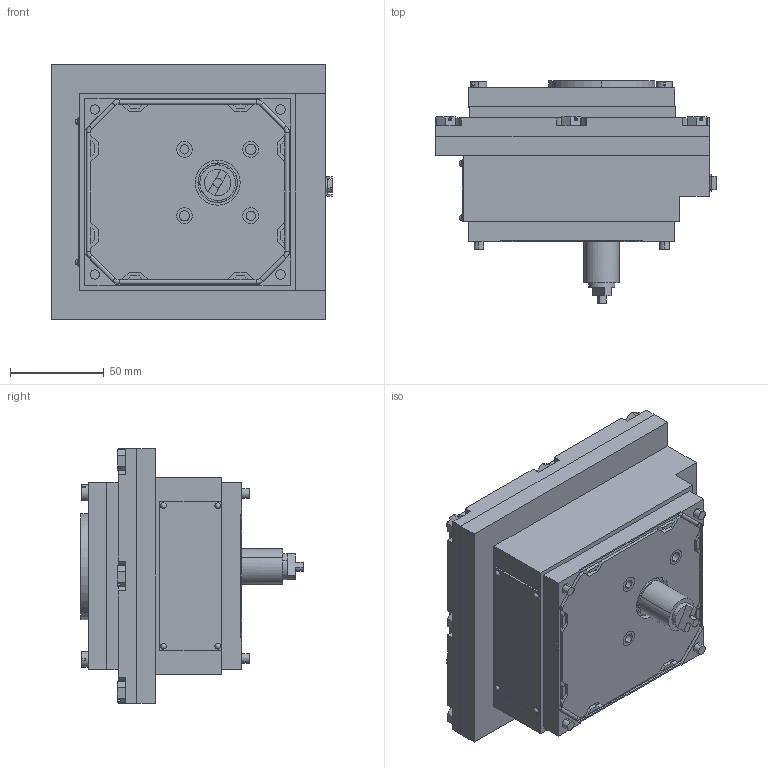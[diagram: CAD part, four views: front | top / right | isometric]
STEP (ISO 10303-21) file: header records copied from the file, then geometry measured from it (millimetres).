
FILE_DESCRIPTION (( 'STEP AP214' ), '1' );
FILE_NAME ('F5EX_140929.STEP', '2014-09-29T14:12:53', ( '' ), ( '' ), 'SwSTEP 2.0', 'SolidWorks 2014', '' );
FILE_SCHEMA (( 'AUTOMOTIVE_DESIGN' ));
Length unit declared in the file: millimetre
Products named in the file (1): F5EX_140929
Bounding box: 149.6 x 118.7 x 136 mm (x, y, z)
Volume: 1131921.7 mm3; surface area: 175263.5 mm2
Topology: 34 solids, 34 shells, 609 faces, 1496 edges, 971 vertices
Faces by surface type: plane 420, cylinder 135, torus 32, cone 18, sphere 4
Entity records: 18298 total; most frequent: CARTESIAN_POINT 3399, DIRECTION 3017, ORIENTED_EDGE 2940, EDGE_CURVE 1470, VECTOR 1063, LINE 1063, AXIS2_PLACEMENT_3D 977, VERTEX_POINT 963
